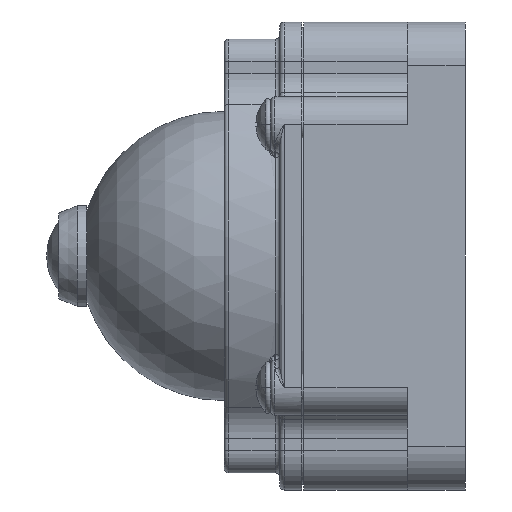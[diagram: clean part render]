
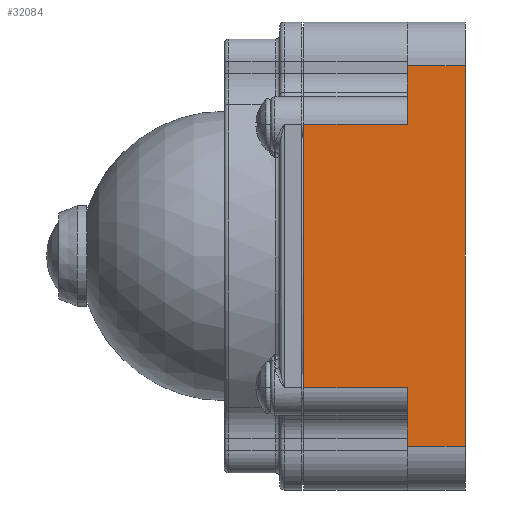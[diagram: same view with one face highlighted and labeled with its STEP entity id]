
A CAD part, left-side view. The second image highlights one B-rep face of the part: STEP entity #32084.
In plain terms, the highlighted planar face has unit normal (-1, 0, 0).
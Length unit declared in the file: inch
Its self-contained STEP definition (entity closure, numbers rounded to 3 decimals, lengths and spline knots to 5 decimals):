
#10630=DIRECTION('',(0.,0.,1.));
#10631=VECTOR('',#10630,1.79);
#10632=CARTESIAN_POINT('',(-1.57756,1.09843,-0.895));
#10633=LINE('',#10632,#10631);
#10894=DIRECTION('',(0.,0.,1.));
#10895=VECTOR('',#10894,0.39848);
#10896=CARTESIAN_POINT('',(-1.57756,0.3937,
-1.29348));
#10897=LINE('',#10896,#10895);
#10956=DIRECTION('',(0.,1.,0.));
#10957=VECTOR('',#10956,0.70472);
#10958=CARTESIAN_POINT('',(-1.57756,0.3937,-0.895));
#10959=LINE('',#10958,#10957);
#10960=DIRECTION('',(0.,0.,-1.));
#10961=VECTOR('',#10960,2.58695);
#10962=CARTESIAN_POINT('',(-1.57756,0.,1.29348));
#10963=LINE('',#10962,#10961);
#10964=DIRECTION('',(0.,1.,0.));
#10965=VECTOR('',#10964,0.3937);
#10966=CARTESIAN_POINT('',(-1.57756,0.,-1.29348));
#10967=LINE('',#10966,#10965);
#10973=DIRECTION('',(0.,1.,0.));
#10974=VECTOR('',#10973,0.70472);
#10975=CARTESIAN_POINT('',(-1.57756,0.3937,0.895));
#10976=LINE('',#10975,#10974);
#10986=DIRECTION('',(0.,0.,1.));
#10987=VECTOR('',#10986,0.39848);
#10988=CARTESIAN_POINT('',(-1.57756,0.3937,0.895));
#10989=LINE('',#10988,#10987);
#11000=DIRECTION('',(0.,1.,0.));
#11001=VECTOR('',#11000,0.3937);
#11002=CARTESIAN_POINT('',(-1.57756,0.,1.29348));
#11003=LINE('',#11002,#11001);
#15902=CARTESIAN_POINT('',(-1.57756,0.,1.29348));
#15904=VERTEX_POINT('',#15902);
#15915=CARTESIAN_POINT('',(-1.57756,0.,-1.29348));
#15917=VERTEX_POINT('',#15915);
#15918=CARTESIAN_POINT('',(-1.57756,0.3937,
1.29348));
#15920=VERTEX_POINT('',#15918);
#15931=CARTESIAN_POINT('',(-1.57756,0.3937,
-1.29348));
#15933=VERTEX_POINT('',#15931);
#15946=CARTESIAN_POINT('',(-1.57756,0.3937,-0.895));
#15947=VERTEX_POINT('',#15946);
#15948=CARTESIAN_POINT('',(-1.57756,0.3937,0.895));
#15949=VERTEX_POINT('',#15948);
#16043=CARTESIAN_POINT('',(-1.57756,1.09843,-0.895));
#16045=VERTEX_POINT('',#16043);
#16046=CARTESIAN_POINT('',(-1.57756,1.09843,0.895));
#16047=VERTEX_POINT('',#16046);
#32065=CARTESIAN_POINT('',(-1.57756,0.,-1.29348));
#32066=DIRECTION('',(-1.,0.,0.));
#32067=DIRECTION('',(0.,0.,1.));
#32068=AXIS2_PLACEMENT_3D('',#32065,#32066,#32067);
#32069=PLANE('',#32068);
#32070=ORIENTED_EDGE('',*,*,#31987,.T.);
#32071=ORIENTED_EDGE('',*,*,#32060,.T.);
#32072=ORIENTED_EDGE('',*,*,#31744,.T.);
#32074=ORIENTED_EDGE('',*,*,#32073,.F.);
#32076=ORIENTED_EDGE('',*,*,#32075,.T.);
#32078=ORIENTED_EDGE('',*,*,#32077,.F.);
#32079=ORIENTED_EDGE('',*,*,#31442,.T.);
#32081=ORIENTED_EDGE('',*,*,#32080,.T.);
#32082=EDGE_LOOP('',(#32070,#32071,#32072,#32074,#32076,#32078,#32079,#32081));
#32083=FACE_OUTER_BOUND('',#32082,.F.);
#32084=ADVANCED_FACE('',(#32083),#32069,.T.);
#31442=EDGE_CURVE('',#15904,#15917,#10963,.T.);
#31744=EDGE_CURVE('',#16045,#16047,#10633,.T.);
#31987=EDGE_CURVE('',#15933,#15947,#10897,.T.);
#32060=EDGE_CURVE('',#15947,#16045,#10959,.T.);
#32073=EDGE_CURVE('',#15949,#16047,#10976,.T.);
#32075=EDGE_CURVE('',#15949,#15920,#10989,.T.);
#32077=EDGE_CURVE('',#15904,#15920,#11003,.T.);
#32080=EDGE_CURVE('',#15917,#15933,#10967,.T.);
